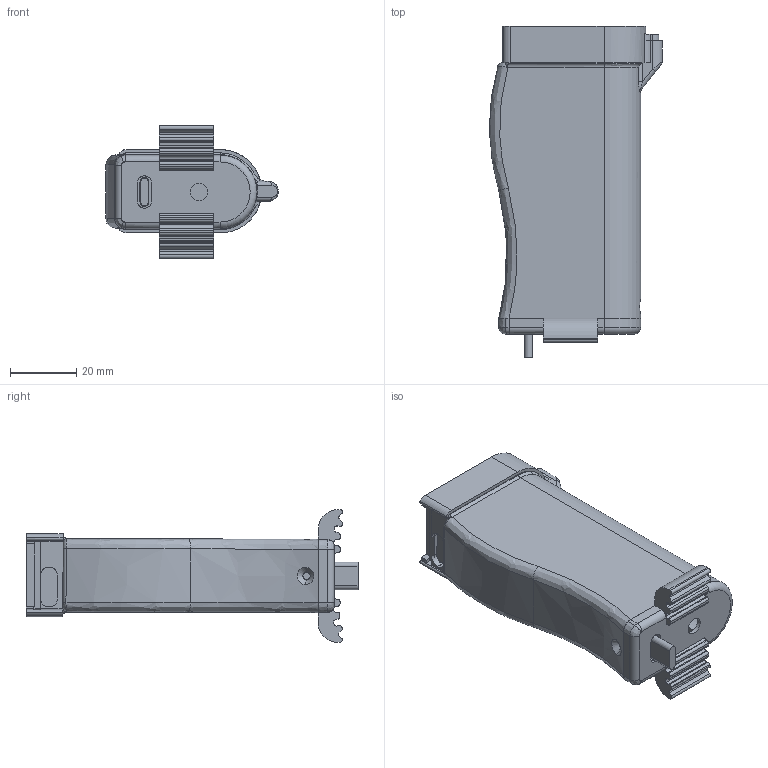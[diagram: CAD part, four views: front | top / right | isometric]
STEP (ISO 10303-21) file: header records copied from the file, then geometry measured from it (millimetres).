
FILE_DESCRIPTION((''),'2;1');
FILE_NAME('BATTERY_SHELL_ASM','2024-09-11T11:11:12',('Allen'),(''),'CREO PARAMETRIC BY PTC INC, 2021063','CREO PARAMETRIC BY PTC INC, 2021063','');
FILE_SCHEMA(('CONFIG_CONTROL_DESIGN'));
Length unit declared in the file: millimetre
Products named in the file (6): BATTERY_SHELL; TOP_SHELL; TYPEC_BOARD; 4000MAH_BATTERY; BOTTOM_SHELL; BATTERY_SHELL_ASM
Assembly tree (5 placements, depth 2):
  BATTERY_SHELL_ASM
    BATTERY_SHELL
    TOP_SHELL
    TYPEC_BOARD
    4000MAH_BATTERY
    BOTTOM_SHELL
Bounding box: 51.99 x 99.92 x 40 mm (x, y, z)
Volume: 74272 mm3; surface area: 36780.1 mm2
Topology: 5 solids, 5 shells, 302 faces, 824 edges, 535 vertices
Faces by surface type: plane 135, cylinder 129, bspline 29, extrusion 6, torus 3
Entity records: 12108 total; most frequent: CARTESIAN_POINT 4329, ORIENTED_EDGE 1648, DIRECTION 1556, EDGE_CURVE 824, AXIS2_PLACEMENT_3D 545, VERTEX_POINT 535, VECTOR 466, LINE 460
